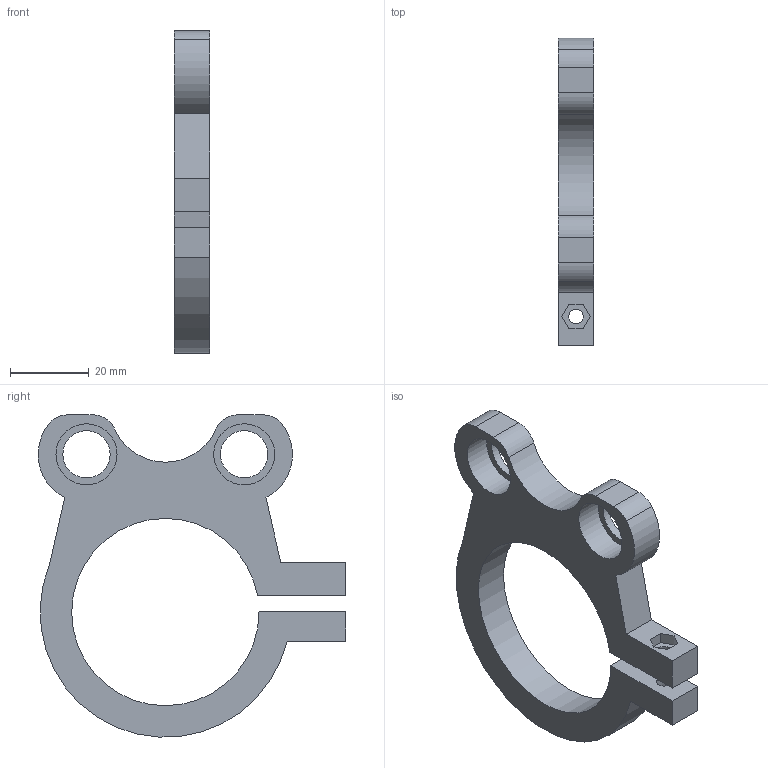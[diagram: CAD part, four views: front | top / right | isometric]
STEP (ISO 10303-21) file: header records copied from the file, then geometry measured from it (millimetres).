
FILE_DESCRIPTION(/* description */ (''),/* implementation_level */ '2;1');
FILE_NAME(/* name */ 'G004164_Cycl_carroZ_inferior.stp',/* time_stamp */ '2015-09-04T18:34:27+02:00',/* author */ ('jnazabal'),/* organization */ (''),/* preprocessor_version */ 'ST-DEVELOPER v15.6',/* originating_system */ 'Autodesk Inventor 2015',/* authorisation */ '');
FILE_SCHEMA (('AUTOMOTIVE_DESIGN { 1 0 10303 214 3 1 1 }'));
Length unit declared in the file: millimetre
Products named in the file (1): G004164_Cycl_carroZ_inferior
Bounding box: 9 x 77.99 x 81.71 mm (x, y, z)
Volume: 21084.9 mm3; surface area: 10386.5 mm2
Topology: 1 solids, 1 shells, 36 faces, 96 edges, 65 vertices
Faces by surface type: plane 21, cylinder 15
Full cylindrical faces by diameter (mm): 3.75 x2, 12 x2, 15.5 x2
Entity records: 1117 total; most frequent: DIRECTION 191, CARTESIAN_POINT 186, ORIENTED_EDGE 174, EDGE_CURVE 87, AXIS2_PLACEMENT_3D 67, VERTEX_POINT 62, LINE 57, VECTOR 57
